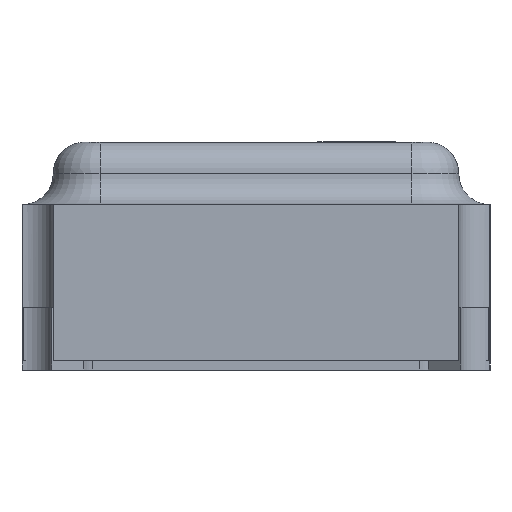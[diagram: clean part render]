
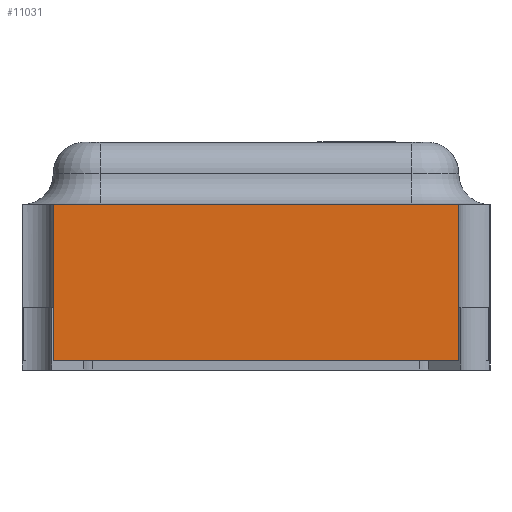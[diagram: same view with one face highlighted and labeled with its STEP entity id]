
A CAD part, left-side view. The second image highlights one B-rep face of the part: STEP entity #11031.
In plain terms, the highlighted planar face has unit normal (-1, 0, 0).
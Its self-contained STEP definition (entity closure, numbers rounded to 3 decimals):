
#112 = CARTESIAN_POINT ( 'NONE',  ( -1.6, 0.65, 0.03 ) ) ;
#277 = CARTESIAN_POINT ( 'NONE',  ( -1.6, 0.65, 0.73 ) ) ;
#578 = CARTESIAN_POINT ( 'NONE',  ( -1.6, -0.75, 0.53 ) ) ;
#627 = CARTESIAN_POINT ( 'NONE',  ( -1.6, -0.75, 0.53 ) ) ;
#1508 = LINE ( 'NONE', #8002, #11445 ) ;
#1582 = FACE_OUTER_BOUND ( 'NONE', #3778, .T. ) ;
#1822 = VERTEX_POINT ( 'NONE', #2770 ) ;
#2770 = CARTESIAN_POINT ( 'NONE',  ( -1.6, 0.65, 0.53 ) ) ;
#2935 = DIRECTION ( 'NONE',  ( 1., 0., 0. ) ) ;
#3085 = CARTESIAN_POINT ( 'NONE',  ( -1.6, -0.75, 0.53 ) ) ;
#3155 = CARTESIAN_POINT ( 'NONE',  ( -1.6, -0.65, 0.73 ) ) ;
#3492 = ORIENTED_EDGE ( 'NONE', *, *, #7766, .F. ) ;
#3624 = CARTESIAN_POINT ( 'NONE',  ( -1.6, 0.5, 0.53 ) ) ;
#3631 = VERTEX_POINT ( 'NONE', #11799 ) ;
#3768 = VECTOR ( 'NONE', #10235, 1000. ) ;
#3778 = EDGE_LOOP ( 'NONE', ( #9665, #6973, #6296, #3801, #3492, #11072 ) ) ;
#3801 = ORIENTED_EDGE ( 'NONE', *, *, #13214, .F. ) ;
#4099 = CARTESIAN_POINT ( 'NONE',  ( -1.6, -0.65, 0.03 ) ) ;
#4207 = VERTEX_POINT ( 'NONE', #8963 ) ;
#5034 = EDGE_CURVE ( 'NONE', #13371, #4207, #5916, .T. ) ;
#5916 = LINE ( 'NONE', #627, #3768 ) ;
#6294 = VERTEX_POINT ( 'NONE', #112 ) ;
#6296 = ORIENTED_EDGE ( 'NONE', *, *, #5034, .F. ) ;
#6508 = VECTOR ( 'NONE', #6916, 1000. ) ;
#6797 = VECTOR ( 'NONE', #11774, 1000. ) ;
#6834 = VERTEX_POINT ( 'NONE', #4099 ) ;
#6916 = DIRECTION ( 'NONE',  ( 0., 0., 1. ) ) ;
#6973 = ORIENTED_EDGE ( 'NONE', *, *, #10870, .F. ) ;
#7438 = LINE ( 'NONE', #3155, #8574 ) ;
#7450 = LINE ( 'NONE', #3085, #6797 ) ;
#7608 = CARTESIAN_POINT ( 'NONE',  ( -1.6, -0.75, 0.03 ) ) ;
#7766 = EDGE_CURVE ( 'NONE', #6294, #1822, #7991, .T. ) ;
#7947 = PLANE ( 'NONE',  #11783 ) ;
#7991 = LINE ( 'NONE', #277, #6508 ) ;
#8002 = CARTESIAN_POINT ( 'NONE',  ( -1.6, -0.75, 0.53 ) ) ;
#8358 = VECTOR ( 'NONE', #12783, 1000. ) ;
#8418 = DIRECTION ( 'NONE',  ( 0., 0., -1. ) ) ;
#8574 = VECTOR ( 'NONE', #8418, 1000. ) ;
#8963 = CARTESIAN_POINT ( 'NONE',  ( -1.6, -0.5, 0.53 ) ) ;
#9665 = ORIENTED_EDGE ( 'NONE', *, *, #10227, .F. ) ;
#10187 = DIRECTION ( 'NONE',  ( 0., -1., 0. ) ) ;
#10227 = EDGE_CURVE ( 'NONE', #3631, #6834, #7438, .T. ) ;
#10235 = DIRECTION ( 'NONE',  ( 0., -1., 0. ) ) ;
#10870 = EDGE_CURVE ( 'NONE', #4207, #3631, #7450, .T. ) ;
#11031 = ADVANCED_FACE ( 'NONE', ( #1582 ), #7947, .F. ) ;
#11072 = ORIENTED_EDGE ( 'NONE', *, *, #13671, .T. ) ;
#11445 = VECTOR ( 'NONE', #10187, 1000. ) ;
#11774 = DIRECTION ( 'NONE',  ( 0., -1., 0. ) ) ;
#11783 = AXIS2_PLACEMENT_3D ( 'NONE', #578, #2935, #12552 ) ;
#11799 = CARTESIAN_POINT ( 'NONE',  ( -1.6, -0.65, 0.53 ) ) ;
#12552 = DIRECTION ( 'NONE',  ( 0., 0., -1. ) ) ;
#12783 = DIRECTION ( 'NONE',  ( 0., -1., 0. ) ) ;
#13214 = EDGE_CURVE ( 'NONE', #1822, #13371, #1508, .T. ) ;
#13371 = VERTEX_POINT ( 'NONE', #3624 ) ;
#13671 = EDGE_CURVE ( 'NONE', #6294, #6834, #14013, .T. ) ;
#14013 = LINE ( 'NONE', #7608, #8358 ) ;
